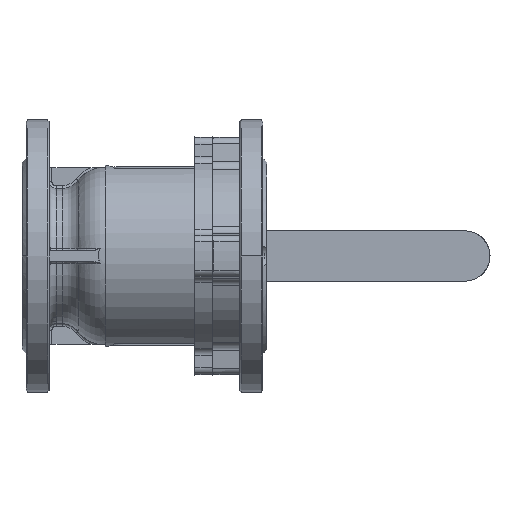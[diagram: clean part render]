
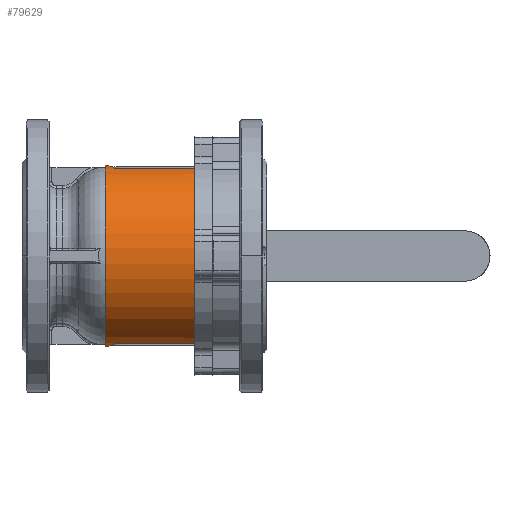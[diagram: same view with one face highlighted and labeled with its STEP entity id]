
A CAD part, front view. The second image highlights one B-rep face of the part: STEP entity #79629.
In plain terms, the highlighted cylindrical face has radius 67.5 mm (diameter 135 mm), a partial arc.
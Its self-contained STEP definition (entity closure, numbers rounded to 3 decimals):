
#1048=B_SPLINE_CURVE_WITH_KNOTS('',3,(#139043,#139044,#139045,#139046),
 .UNSPECIFIED.,.F.,.F.,(4,4),(0.,1.),.UNSPECIFIED.);
#1049=B_SPLINE_CURVE_WITH_KNOTS('',3,(#139055,#139056,#139057,#139058),
 .UNSPECIFIED.,.F.,.F.,(4,4),(0.,1.),.UNSPECIFIED.);
#2903=CYLINDRICAL_SURFACE('',#103087,67.5);
#5537=LINE('',#139049,#15059);
#5538=LINE('',#139053,#15060);
#15059=VECTOR('',#112296,1000.);
#15060=VECTOR('',#112299,1000.);
#28198=ORIENTED_EDGE('',*,*,#42781,.T.);
#28199=ORIENTED_EDGE('',*,*,#42782,.T.);
#28200=ORIENTED_EDGE('',*,*,#42783,.T.);
#28201=ORIENTED_EDGE('',*,*,#42784,.T.);
#28202=ORIENTED_EDGE('',*,*,#42785,.T.);
#28203=ORIENTED_EDGE('',*,*,#42786,.T.);
#42781=EDGE_CURVE('',#55673,#55674,#1048,.T.);
#42782=EDGE_CURVE('',#55674,#55675,#5537,.F.);
#42783=EDGE_CURVE('',#55675,#55676,#66738,.F.);
#42784=EDGE_CURVE('',#55676,#55677,#5538,.T.);
#42785=EDGE_CURVE('',#55677,#55678,#1049,.T.);
#42786=EDGE_CURVE('',#55678,#55673,#66739,.T.);
#55673=VERTEX_POINT('',#139047);
#55674=VERTEX_POINT('',#139048);
#55675=VERTEX_POINT('',#139050);
#55676=VERTEX_POINT('',#139052);
#55677=VERTEX_POINT('',#139054);
#55678=VERTEX_POINT('',#139059);
#66738=CIRCLE('',#103088,67.5);
#66739=CIRCLE('',#103089,67.5);
#69897=EDGE_LOOP('',(#28198,#28199,#28200,#28201,#28202,#28203));
#73807=FACE_BOUND('',#69897,.T.);
#79629=ADVANCED_FACE('',(#73807),#2903,.F.);
#103087=AXIS2_PLACEMENT_3D('',#139042,#112294,#112295);
#103088=AXIS2_PLACEMENT_3D('',#139051,#112297,#112298);
#103089=AXIS2_PLACEMENT_3D('',#139060,#112300,#112301);
#112294=DIRECTION('',(-1.,0.,0.));
#112295=DIRECTION('',(0.,0.,1.));
#112296=DIRECTION('',(-1.,0.,0.));
#112297=DIRECTION('',(-1.,0.,0.));
#112298=DIRECTION('',(0.,0.,1.));
#112299=DIRECTION('',(-1.,0.,0.));
#112300=DIRECTION('',(-1.,0.,0.));
#112301=DIRECTION('',(0.,0.,1.));
#139042=CARTESIAN_POINT('',(31.615,0.,0.));
#139043=CARTESIAN_POINT('',(-21.875,-9.966,66.76));
#139044=CARTESIAN_POINT('',(-18.848,-13.016,66.305));
#139045=CARTESIAN_POINT('',(-16.495,-16.725,65.522));
#139046=CARTESIAN_POINT('',(-15.,-20.611,64.276));
#139047=CARTESIAN_POINT('',(-21.875,-9.966,66.76));
#139048=CARTESIAN_POINT('',(-15.,-20.611,64.276));
#139049=CARTESIAN_POINT('',(31.615,-20.611,64.276));
#139050=CARTESIAN_POINT('',(44.,-20.611,64.276));
#139051=CARTESIAN_POINT('',(44.,0.,0.));
#139052=CARTESIAN_POINT('',(44.,-20.611,-64.276));
#139053=CARTESIAN_POINT('',(31.615,-20.611,-64.276));
#139054=CARTESIAN_POINT('',(-15.,-20.611,-64.276));
#139055=CARTESIAN_POINT('',(-15.,-20.611,-64.276));
#139056=CARTESIAN_POINT('',(-16.495,-16.726,-65.522));
#139057=CARTESIAN_POINT('',(-18.848,-13.016,-66.305));
#139058=CARTESIAN_POINT('',(-21.875,-9.966,-66.76));
#139059=CARTESIAN_POINT('',(-21.875,-9.966,-66.76));
#139060=CARTESIAN_POINT('',(-21.875,0.,0.));
